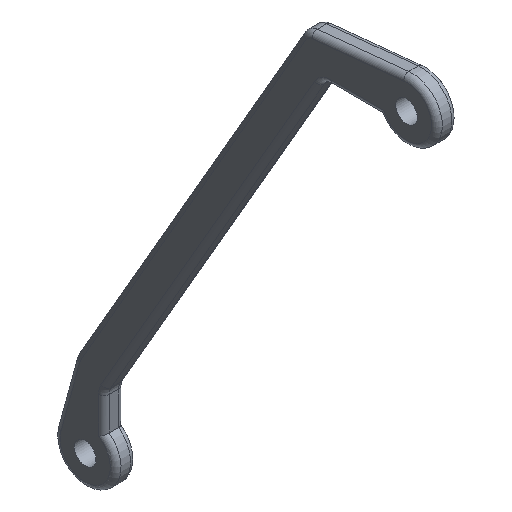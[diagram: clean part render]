
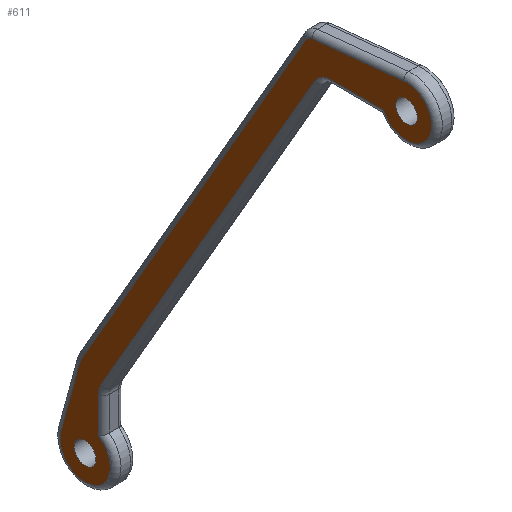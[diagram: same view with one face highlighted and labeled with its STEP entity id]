
A CAD part, isometric view. The second image highlights one B-rep face of the part: STEP entity #611.
In plain terms, the highlighted planar face has unit normal (-1, 0, 0).
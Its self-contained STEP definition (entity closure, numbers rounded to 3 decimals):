
#15=FACE_BOUND('',#98,.T.);
#16=FACE_BOUND('',#99,.T.);
#22=PLANE('',#690);
#57=FACE_OUTER_BOUND('',#97,.T.);
#97=EDGE_LOOP('',(#465,#466,#467,#468,#469,#470,#471,#472,#473,#474,#475,
#476));
#98=EDGE_LOOP('',(#477));
#99=EDGE_LOOP('',(#478));
#129=CIRCLE('',#651,2.8);
#133=CIRCLE('',#657,2.8);
#135=CIRCLE('',#661,3.7);
#141=CIRCLE('',#669,1.2);
#145=CIRCLE('',#675,1.2);
#148=CIRCLE('',#680,3.7);
#152=CIRCLE('',#691,1.6);
#153=CIRCLE('',#692,1.6);
#176=LINE('',#959,#214);
#177=LINE('',#984,#215);
#179=LINE('',#994,#217);
#182=LINE('',#1022,#220);
#184=LINE('',#1034,#222);
#186=LINE('',#1046,#224);
#214=VECTOR('',#742,10.);
#215=VECTOR('',#755,10.);
#217=VECTOR('',#767,10.);
#220=VECTOR('',#782,10.);
#222=VECTOR('',#796,10.);
#224=VECTOR('',#810,10.);
#253=VERTEX_POINT('',#956);
#254=VERTEX_POINT('',#958);
#256=VERTEX_POINT('',#976);
#258=VERTEX_POINT('',#982);
#260=VERTEX_POINT('',#988);
#261=VERTEX_POINT('',#993);
#263=VERTEX_POINT('',#1012);
#265=VERTEX_POINT('',#1018);
#267=VERTEX_POINT('',#1024);
#269=VERTEX_POINT('',#1030);
#271=VERTEX_POINT('',#1036);
#273=VERTEX_POINT('',#1042);
#282=VERTEX_POINT('',#1077);
#283=VERTEX_POINT('',#1079);
#305=EDGE_CURVE('',#253,#254,#176,.T.);
#308=EDGE_CURVE('',#256,#253,#129,.T.);
#311=EDGE_CURVE('',#258,#256,#177,.T.);
#314=EDGE_CURVE('',#260,#258,#133,.T.);
#316=EDGE_CURVE('',#261,#260,#179,.T.);
#319=EDGE_CURVE('',#254,#263,#135,.T.);
#324=EDGE_CURVE('',#263,#265,#182,.T.);
#327=EDGE_CURVE('',#265,#267,#141,.T.);
#330=EDGE_CURVE('',#267,#269,#184,.T.);
#333=EDGE_CURVE('',#269,#271,#145,.T.);
#336=EDGE_CURVE('',#271,#273,#186,.T.);
#338=EDGE_CURVE('',#273,#261,#148,.T.);
#352=EDGE_CURVE('',#282,#282,#152,.T.);
#353=EDGE_CURVE('',#283,#283,#153,.T.);
#465=ORIENTED_EDGE('',*,*,#305,.F.);
#466=ORIENTED_EDGE('',*,*,#308,.F.);
#467=ORIENTED_EDGE('',*,*,#311,.F.);
#468=ORIENTED_EDGE('',*,*,#314,.F.);
#469=ORIENTED_EDGE('',*,*,#316,.F.);
#470=ORIENTED_EDGE('',*,*,#338,.F.);
#471=ORIENTED_EDGE('',*,*,#336,.F.);
#472=ORIENTED_EDGE('',*,*,#333,.F.);
#473=ORIENTED_EDGE('',*,*,#330,.F.);
#474=ORIENTED_EDGE('',*,*,#327,.F.);
#475=ORIENTED_EDGE('',*,*,#324,.F.);
#476=ORIENTED_EDGE('',*,*,#319,.F.);
#477=ORIENTED_EDGE('',*,*,#352,.F.);
#478=ORIENTED_EDGE('',*,*,#353,.F.);
#611=ADVANCED_FACE('',(#57,#15,#16),#22,.F.);
#651=AXIS2_PLACEMENT_3D('',#978,#747,#748);
#657=AXIS2_PLACEMENT_3D('',#990,#761,#762);
#661=AXIS2_PLACEMENT_3D('',#1013,#771,#772);
#669=AXIS2_PLACEMENT_3D('',#1028,#789,#790);
#675=AXIS2_PLACEMENT_3D('',#1040,#803,#804);
#680=AXIS2_PLACEMENT_3D('',#1049,#815,#816);
#690=AXIS2_PLACEMENT_3D('',#1076,#845,#846);
#691=AXIS2_PLACEMENT_3D('',#1078,#847,#848);
#692=AXIS2_PLACEMENT_3D('',#1080,#849,#850);
#742=DIRECTION('',(0.,0.,-1.));
#747=DIRECTION('center_axis',(-1.,0.,0.));
#748=DIRECTION('ref_axis',(0.,0.966,0.259));
#755=DIRECTION('',(0.,0.5,-0.866));
#761=DIRECTION('center_axis',(-1.,0.,0.));
#762=DIRECTION('ref_axis',(0.,0.5,0.866));
#767=DIRECTION('',(0.,1.,0.));
#771=DIRECTION('center_axis',(1.,0.,0.));
#772=DIRECTION('ref_axis',(0.,-0.317,-0.948));
#782=DIRECTION('',(0.,-0.261,0.965));
#789=DIRECTION('center_axis',(1.,0.,0.));
#790=DIRECTION('ref_axis',(0.,0.923,0.384));
#796=DIRECTION('',(0.,-0.5,0.866));
#803=DIRECTION('center_axis',(1.,0.,0.));
#804=DIRECTION('ref_axis',(0.,0.543,0.84));
#810=DIRECTION('',(0.,-0.995,0.101));
#815=DIRECTION('center_axis',(1.,0.,0.));
#816=DIRECTION('ref_axis',(0.,-0.896,-0.444));
#845=DIRECTION('center_axis',(1.,0.,0.));
#846=DIRECTION('ref_axis',(0.,0.,-1.));
#847=DIRECTION('center_axis',(-1.,0.,0.));
#848=DIRECTION('ref_axis',(0.,0.,-1.));
#849=DIRECTION('center_axis',(-1.,0.,0.));
#850=DIRECTION('ref_axis',(0.,0.,-1.));
#956=CARTESIAN_POINT('',(20.1,177.605,-17.24));
#958=CARTESIAN_POINT('',(20.1,177.605,-22.592));
#959=CARTESIAN_POINT('',(20.1,177.605,12.483));
#976=CARTESIAN_POINT('',(20.1,177.23,-15.84));
#978=CARTESIAN_POINT('Origin',(20.1,174.805,-17.24));
#982=CARTESIAN_POINT('',(20.1,145.728,38.724));
#984=CARTESIAN_POINT('',(20.1,143.103,43.27));
#988=CARTESIAN_POINT('',(20.1,143.303,40.124));
#990=CARTESIAN_POINT('Origin',(20.1,143.303,37.324));
#993=CARTESIAN_POINT('',(20.1,135.505,40.124));
#994=CARTESIAN_POINT('',(20.1,134.064,40.124));
#1012=CARTESIAN_POINT('',(20.1,183.137,-24.764));
#1013=CARTESIAN_POINT('Origin',(20.1,179.566,-25.73));
#1018=CARTESIAN_POINT('',(20.1,180.384,-14.583));
#1022=CARTESIAN_POINT('',(20.1,173.028,12.615));
#1024=CARTESIAN_POINT('',(20.1,180.265,-14.296));
#1028=CARTESIAN_POINT('Origin',(20.1,179.225,-14.896));
#1030=CARTESIAN_POINT('',(20.1,146.963,43.384));
#1034=CARTESIAN_POINT('',(20.1,162.198,16.997));
#1036=CARTESIAN_POINT('',(20.1,146.045,43.978));
#1040=CARTESIAN_POINT('Origin',(20.1,145.924,42.784));
#1042=CARTESIAN_POINT('',(20.1,132.518,45.351));
#1046=CARTESIAN_POINT('',(20.1,139.79,44.613));
#1049=CARTESIAN_POINT('Origin',(20.1,132.144,41.67));
#1076=CARTESIAN_POINT('Origin',(20.1,132.144,41.67));
#1077=CARTESIAN_POINT('',(20.1,132.144,43.27));
#1078=CARTESIAN_POINT('Origin',(20.1,132.144,41.67));
#1079=CARTESIAN_POINT('',(20.1,179.566,-24.13));
#1080=CARTESIAN_POINT('Origin',(20.1,179.566,-25.73));
